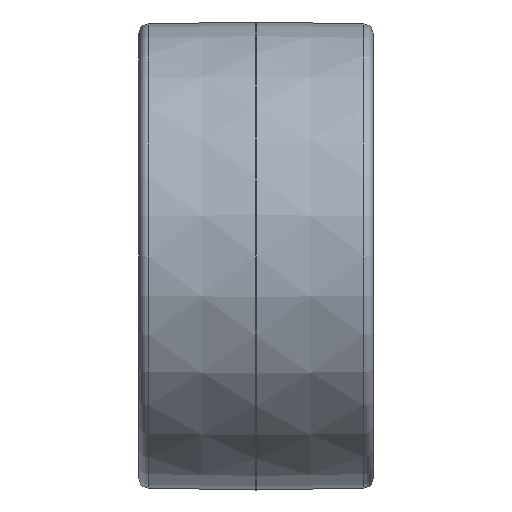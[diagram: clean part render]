
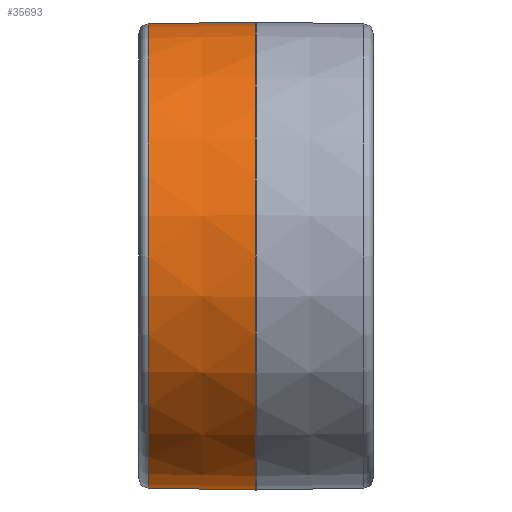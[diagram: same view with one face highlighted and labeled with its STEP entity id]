
A CAD part, left-side view. The second image highlights one B-rep face of the part: STEP entity #35693.
In plain terms, the highlighted conical face has half-angle 1 degrees and reference radius 6.35 mm.
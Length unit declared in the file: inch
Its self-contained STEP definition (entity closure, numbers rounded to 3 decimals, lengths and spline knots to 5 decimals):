
#980 = CARTESIAN_POINT ( 'NONE',  ( 0., 0.11517, -0.24799 ) ) ;
#1101 = CARTESIAN_POINT ( 'NONE',  ( 0., 0.11517, 0.24799 ) ) ;
#3982 = EDGE_CURVE ( 'NONE', #10719, #41494, #27477, .T. ) ;
#4409 = EDGE_LOOP ( 'NONE', ( #44190, #5513, #17451, #37445 ) ) ;
#5447 = DIRECTION ( 'NONE',  ( 0., -1., -0.017 ) ) ;
#5480 = AXIS2_PLACEMENT_3D ( 'NONE', #9536, #41884, #30825 ) ;
#5513 = ORIENTED_EDGE ( 'NONE', *, *, #21968, .T. ) ;
#5599 = VECTOR ( 'NONE', #10074, 39.37008 ) ;
#9536 = CARTESIAN_POINT ( 'NONE',  ( 0., 0.11517, 0. ) ) ;
#10074 = DIRECTION ( 'NONE',  ( 0., -1., 0.017 ) ) ;
#10542 = VERTEX_POINT ( 'NONE', #17355 ) ;
#10719 = VERTEX_POINT ( 'NONE', #1101 ) ;
#13280 = VECTOR ( 'NONE', #5447, 39.37008 ) ;
#13990 = FACE_OUTER_BOUND ( 'NONE', #4409, .T. ) ;
#16389 = CARTESIAN_POINT ( 'NONE',  ( 0., 0.00017, 0. ) ) ;
#16401 = EDGE_CURVE ( 'NONE', #10719, #35452, #25176, .T. ) ;
#17355 = CARTESIAN_POINT ( 'NONE',  ( 0., 0.00017, -0.25 ) ) ;
#17451 = ORIENTED_EDGE ( 'NONE', *, *, #3982, .F. ) ;
#17768 = CIRCLE ( 'NONE', #29487, 0.25 ) ;
#19795 = DIRECTION ( 'NONE',  ( 0., 1., 0. ) ) ;
#19956 = CONICAL_SURFACE ( 'NONE', #33207, 0.25, 0.017 ) ;
#21968 = EDGE_CURVE ( 'NONE', #10542, #41494, #17768, .T. ) ;
#23032 = CARTESIAN_POINT ( 'NONE',  ( 0., 0., -0.25 ) ) ;
#25176 = CIRCLE ( 'NONE', #5480, 0.24799 ) ;
#27477 = LINE ( 'NONE', #41526, #5599 ) ;
#29487 = AXIS2_PLACEMENT_3D ( 'NONE', #16389, #19795, #45080 ) ;
#30152 = LINE ( 'NONE', #23032, #13280 ) ;
#30825 = DIRECTION ( 'NONE',  ( 0., 0., -1. ) ) ;
#30964 = DIRECTION ( 'NONE',  ( 0., 0., 1. ) ) ;
#33207 = AXIS2_PLACEMENT_3D ( 'NONE', #37888, #44754, #30964 ) ;
#35452 = VERTEX_POINT ( 'NONE', #980 ) ;
#35693 = ADVANCED_FACE ( 'NONE', ( #13990 ), #19956, .T. ) ;
#37445 = ORIENTED_EDGE ( 'NONE', *, *, #16401, .T. ) ;
#37888 = CARTESIAN_POINT ( 'NONE',  ( 0., 0., 0. ) ) ;
#39165 = EDGE_CURVE ( 'NONE', #35452, #10542, #30152, .T. ) ;
#41494 = VERTEX_POINT ( 'NONE', #43779 ) ;
#41526 = CARTESIAN_POINT ( 'NONE',  ( 0., 0., 0.25 ) ) ;
#41884 = DIRECTION ( 'NONE',  ( 0., -1., 0. ) ) ;
#43779 = CARTESIAN_POINT ( 'NONE',  ( 0., 0.00017, 0.25 ) ) ;
#44190 = ORIENTED_EDGE ( 'NONE', *, *, #39165, .T. ) ;
#44754 = DIRECTION ( 'NONE',  ( 0., -1., 0. ) ) ;
#45080 = DIRECTION ( 'NONE',  ( 0., 0., -1. ) ) ;
